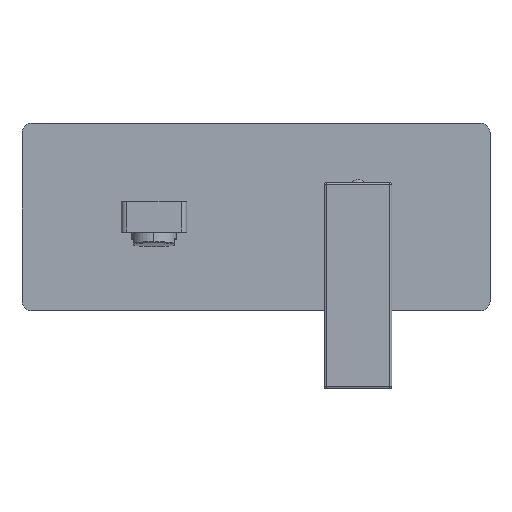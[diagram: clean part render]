
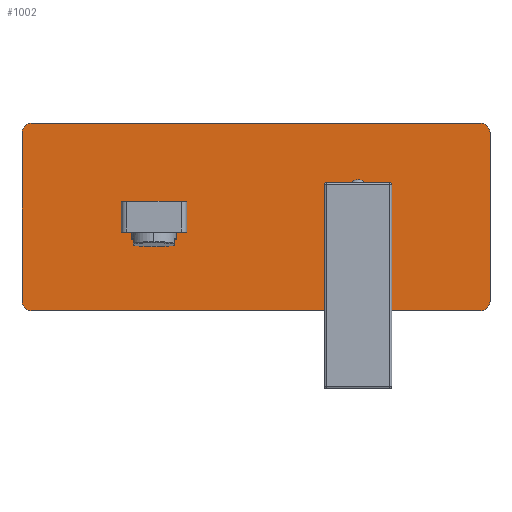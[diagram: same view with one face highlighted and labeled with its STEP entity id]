
A CAD part, top view. The second image highlights one B-rep face of the part: STEP entity #1002.
In plain terms, the highlighted planar face has unit normal (0, 0, 1).
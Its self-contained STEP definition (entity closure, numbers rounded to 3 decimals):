
#48=CARTESIAN_POINT('',(65.5,45.,52.));
#49=DIRECTION('',(0.,0.,1.));
#50=DIRECTION('',(1.,0.,0.));
#51=AXIS2_PLACEMENT_3D('',#48,#49,#50);
#53=DIRECTION('',(0.,1.,0.));
#54=VECTOR('',#53,90.);
#55=CARTESIAN_POINT('',(70.5,-45.,52.));
#56=LINE('',#55,#54);
#57=CARTESIAN_POINT('',(65.5,-45.,52.));
#58=DIRECTION('',(0.,0.,1.));
#59=DIRECTION('',(0.,-1.,0.));
#60=AXIS2_PLACEMENT_3D('',#57,#58,#59);
#62=DIRECTION('',(1.,0.,0.));
#63=VECTOR('',#62,240.);
#64=CARTESIAN_POINT('',(-174.5,-50.,52.));
#65=LINE('',#64,#63);
#66=CARTESIAN_POINT('',(-174.5,-45.,52.));
#67=DIRECTION('',(0.,0.,1.));
#68=DIRECTION('',(-1.,0.,0.));
#69=AXIS2_PLACEMENT_3D('',#66,#67,#68);
#71=DIRECTION('',(0.,-1.,0.));
#72=VECTOR('',#71,90.);
#73=CARTESIAN_POINT('',(-179.5,45.,52.));
#74=LINE('',#73,#72);
#75=CARTESIAN_POINT('',(-174.5,45.,52.));
#76=DIRECTION('',(0.,0.,1.));
#77=DIRECTION('',(0.,1.,0.));
#78=AXIS2_PLACEMENT_3D('',#75,#76,#77);
#80=DIRECTION('',(-1.,0.,0.));
#81=VECTOR('',#80,240.);
#82=CARTESIAN_POINT('',(65.5,50.,52.));
#83=LINE('',#82,#81);
#84=DIRECTION('',(1.,0.,0.));
#85=VECTOR('',#84,35.);
#86=CARTESIAN_POINT('',(-126.5,-8.25,52.));
#87=LINE('',#86,#85);
#88=DIRECTION('',(0.,1.,0.));
#89=VECTOR('',#88,16.5);
#90=CARTESIAN_POINT('',(-91.5,-8.25,52.));
#91=LINE('',#90,#89);
#92=DIRECTION('',(1.,0.,0.));
#93=VECTOR('',#92,35.);
#94=CARTESIAN_POINT('',(-126.5,8.25,52.));
#95=LINE('',#94,#93);
#96=DIRECTION('',(0.,1.,0.));
#97=VECTOR('',#96,16.5);
#98=CARTESIAN_POINT('',(-126.5,-8.25,52.));
#99=LINE('',#98,#97);
#168=CARTESIAN_POINT('',(0.,0.,52.));
#169=DIRECTION('',(0.,0.,-1.));
#170=DIRECTION('',(-1.,0.,0.));
#171=AXIS2_PLACEMENT_3D('',#168,#169,#170);
#178=CARTESIAN_POINT('',(0.,0.,52.));
#179=DIRECTION('',(0.,0.,-1.));
#180=DIRECTION('',(1.,0.,0.));
#181=AXIS2_PLACEMENT_3D('',#178,#179,#180);
#820=CARTESIAN_POINT('',(70.5,45.,52.));
#821=VERTEX_POINT('',#820);
#822=CARTESIAN_POINT('',(65.5,50.,52.));
#823=VERTEX_POINT('',#822);
#828=CARTESIAN_POINT('',(-174.5,50.,52.));
#829=VERTEX_POINT('',#828);
#830=CARTESIAN_POINT('',(-179.5,45.,52.));
#831=VERTEX_POINT('',#830);
#836=CARTESIAN_POINT('',(-179.5,-45.,52.));
#837=VERTEX_POINT('',#836);
#838=CARTESIAN_POINT('',(-174.5,-50.,52.));
#839=VERTEX_POINT('',#838);
#844=CARTESIAN_POINT('',(65.5,-50.,52.));
#845=VERTEX_POINT('',#844);
#846=CARTESIAN_POINT('',(70.5,-45.,52.));
#847=VERTEX_POINT('',#846);
#864=CARTESIAN_POINT('',(-126.5,-8.25,52.));
#865=CARTESIAN_POINT('',(-91.5,-8.25,52.));
#866=VERTEX_POINT('',#864);
#867=VERTEX_POINT('',#865);
#868=CARTESIAN_POINT('',(-126.5,8.25,52.));
#869=CARTESIAN_POINT('',(-91.5,8.25,52.));
#870=VERTEX_POINT('',#868);
#871=VERTEX_POINT('',#869);
#902=CARTESIAN_POINT('',(-17.6,0.,52.));
#903=CARTESIAN_POINT('',(17.6,0.,52.));
#904=VERTEX_POINT('',#902);
#905=VERTEX_POINT('',#903);
#965=CARTESIAN_POINT('',(0.,0.,52.));
#966=DIRECTION('',(0.,0.,1.));
#967=DIRECTION('',(1.,0.,0.));
#968=AXIS2_PLACEMENT_3D('',#965,#966,#967);
#969=PLANE('',#968);
#971=ORIENTED_EDGE('',*,*,#970,.F.);
#973=ORIENTED_EDGE('',*,*,#972,.F.);
#975=ORIENTED_EDGE('',*,*,#974,.F.);
#977=ORIENTED_EDGE('',*,*,#976,.F.);
#979=ORIENTED_EDGE('',*,*,#978,.F.);
#981=ORIENTED_EDGE('',*,*,#980,.F.);
#983=ORIENTED_EDGE('',*,*,#982,.F.);
#985=ORIENTED_EDGE('',*,*,#984,.F.);
#986=EDGE_LOOP('',(#971,#973,#975,#977,#979,#981,#983,#985));
#987=FACE_OUTER_BOUND('',#986,.F.);
#989=ORIENTED_EDGE('',*,*,#988,.F.);
#991=ORIENTED_EDGE('',*,*,#990,.F.);
#992=EDGE_LOOP('',(#989,#991));
#993=FACE_BOUND('',#992,.F.);
#994=ORIENTED_EDGE('',*,*,#925,.T.);
#996=ORIENTED_EDGE('',*,*,#995,.T.);
#998=ORIENTED_EDGE('',*,*,#997,.F.);
#999=ORIENTED_EDGE('',*,*,#948,.F.);
#1000=EDGE_LOOP('',(#994,#996,#998,#999));
#1001=FACE_BOUND('',#1000,.F.);
#1002=ADVANCED_FACE('',(#987,#993,#1001),#969,.T.);
#52=CIRCLE('',#51,5.);
#61=CIRCLE('',#60,5.);
#70=CIRCLE('',#69,5.);
#79=CIRCLE('',#78,5.);
#172=CIRCLE('',#171,17.6);
#182=CIRCLE('',#181,17.6);
#925=EDGE_CURVE('',#866,#867,#87,.T.);
#948=EDGE_CURVE('',#866,#870,#99,.T.);
#970=EDGE_CURVE('',#821,#823,#52,.T.);
#972=EDGE_CURVE('',#847,#821,#56,.T.);
#974=EDGE_CURVE('',#845,#847,#61,.T.);
#976=EDGE_CURVE('',#839,#845,#65,.T.);
#978=EDGE_CURVE('',#837,#839,#70,.T.);
#980=EDGE_CURVE('',#831,#837,#74,.T.);
#982=EDGE_CURVE('',#829,#831,#79,.T.);
#984=EDGE_CURVE('',#823,#829,#83,.T.);
#988=EDGE_CURVE('',#904,#905,#172,.T.);
#990=EDGE_CURVE('',#905,#904,#182,.T.);
#995=EDGE_CURVE('',#867,#871,#91,.T.);
#997=EDGE_CURVE('',#870,#871,#95,.T.);
